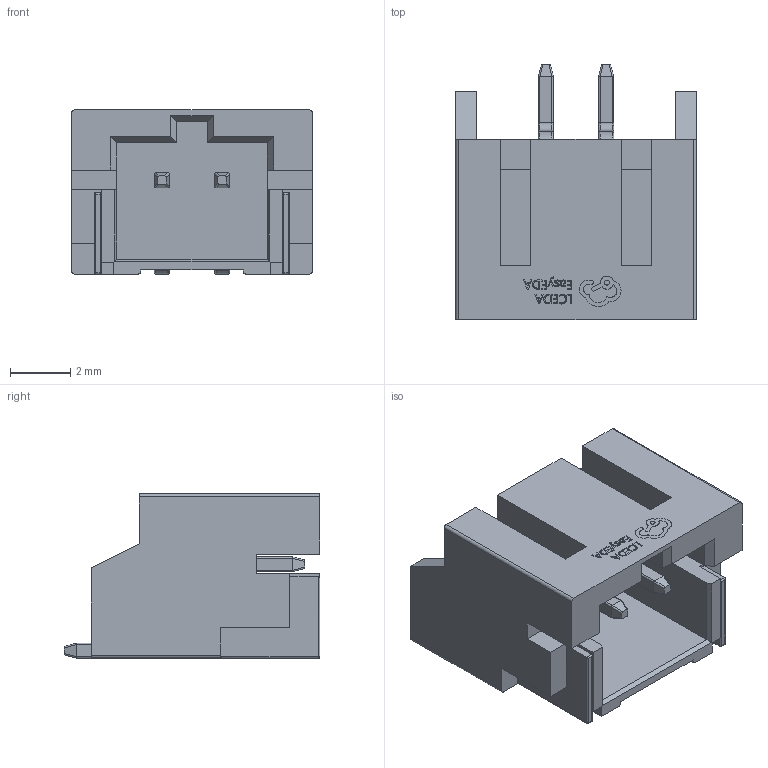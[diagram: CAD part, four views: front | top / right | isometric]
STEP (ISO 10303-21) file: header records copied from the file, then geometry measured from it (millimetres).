
FILE_DESCRIPTION (( 'STEP AP214' ), '1' );
FILE_NAME ('CONN-SMD_2P-P2.00_PH2.0-SPWB.STEP', '2022-10-25T06:33:58', ( '' ), ( '' ), 'SwSTEP 2.0', 'SolidWorks 2020', '' );
FILE_SCHEMA (( 'AUTOMOTIVE_DESIGN' ));
Length unit declared in the file: millimetre
Products named in the file (1): CONN-SMD_2P-P2.00_PH2.0-SPWB
Bounding box: 8 x 8.5 x 5.46 mm (x, y, z)
Volume: 141.7 mm3; surface area: 452.7 mm2
Topology: 16 solids, 16 shells, 472 faces, 1245 edges, 800 vertices
Faces by surface type: plane 282, bspline 122, cylinder 56, torus 8, sphere 4
Entity records: 21254 total; most frequent: CARTESIAN_POINT 5228, ORIENTED_EDGE 2482, DIRECTION 1703, EDGE_CURVE 1241, LINE 857, VECTOR 857, VERTEX_POINT 800, UNCERTAINTY_MEASURE_WITH_UNIT 490
